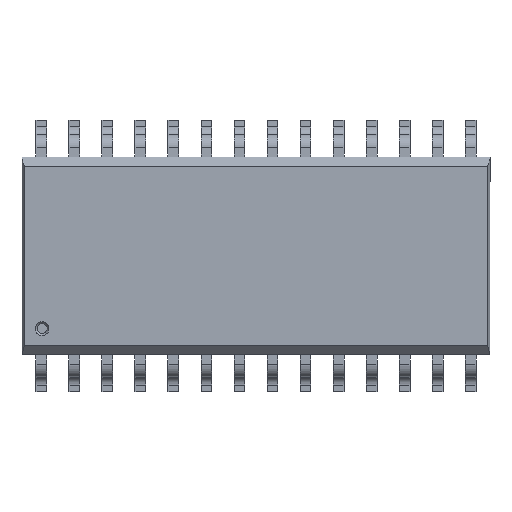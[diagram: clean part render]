
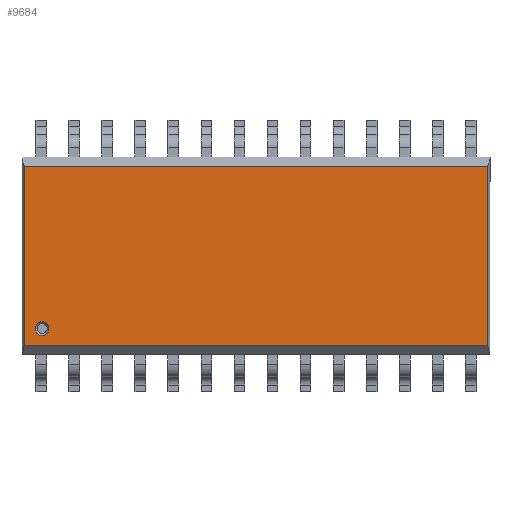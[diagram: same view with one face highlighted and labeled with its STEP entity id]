
A CAD part, top view. The second image highlights one B-rep face of the part: STEP entity #9684.
In plain terms, the highlighted planar face has unit normal (0, 0, 1).
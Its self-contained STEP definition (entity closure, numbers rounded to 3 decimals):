
#2763 = CARTESIAN_POINT ( 'NONE',  ( 8.905, -3.446, 2.5 ) ) ;
#2764 = CARTESIAN_POINT ( 'NONE',  ( 8.905, 3.446, 2.5 ) ) ;
#2765 = DIRECTION ( 'NONE',  ( 0., -1., 0. ) ) ;
#2766 = VECTOR ( 'NONE', #2765, 1000. ) ;
#2767 = CARTESIAN_POINT ( 'NONE',  ( 8.905, 5.225, 2.5 ) ) ;
#2768 = LINE ( 'NONE', #2767, #2766 ) ;
#2769 = DIRECTION ( 'NONE',  ( 1., 0., 0. ) ) ;
#2770 = DIRECTION ( 'NONE',  ( 0., 0., 1. ) ) ;
#2771 = CARTESIAN_POINT ( 'NONE',  ( -8.228, -2.796, 2.5 ) ) ;
#2772 = AXIS2_PLACEMENT_3D ( 'NONE', #2771, #2770, #2769 ) ;
#2777 = CIRCLE ( 'NONE', #2772, 0.264 ) ;
#2855 = DIRECTION ( 'NONE',  ( -1., 0., 0. ) ) ;
#2856 = VECTOR ( 'NONE', #2855, 1000. ) ;
#2857 = CARTESIAN_POINT ( 'NONE',  ( 9., -3.446, 2.5 ) ) ;
#2858 = LINE ( 'NONE', #2857, #2856 ) ;
#2864 = CARTESIAN_POINT ( 'NONE',  ( -8.905, -3.446, 2.5 ) ) ;
#2865 = DIRECTION ( 'NONE',  ( 0., -1., 0. ) ) ;
#2866 = VECTOR ( 'NONE', #2865, 1000. ) ;
#2867 = CARTESIAN_POINT ( 'NONE',  ( -8.905, 5.225, 2.5 ) ) ;
#2868 = LINE ( 'NONE', #2867, #2866 ) ;
#2869 = CARTESIAN_POINT ( 'NONE',  ( -8.905, 3.446, 2.5 ) ) ;
#2976 = FACE_OUTER_BOUND ( 'NONE', #9557, .T. ) ;
#2977 = FACE_BOUND ( 'NONE', #9547, .T. ) ;
#3012 = DIRECTION ( 'NONE',  ( -1., 0., 0. ) ) ;
#3013 = DIRECTION ( 'NONE',  ( 0., 0., -1. ) ) ;
#3014 = CARTESIAN_POINT ( 'NONE',  ( 9., -3.8, 2.5 ) ) ;
#3015 = AXIS2_PLACEMENT_3D ( 'NONE', #3014, #3013, #3012 ) ;
#3016 = PLANE ( 'NONE',  #3015 ) ;
#3060 = DIRECTION ( 'NONE',  ( -1., 0., 0. ) ) ;
#3061 = VECTOR ( 'NONE', #3060, 1000. ) ;
#3062 = CARTESIAN_POINT ( 'NONE',  ( 9., 3.446, 2.5 ) ) ;
#3063 = LINE ( 'NONE', #3062, #3061 ) ;
#4497 = VERTEX_POINT ( 'NONE', #9027 ) ;
#4499 = EDGE_CURVE ( 'NONE', #4497, #4500, #9026, .T. ) ;
#4500 = VERTEX_POINT ( 'NONE', #9021 ) ;
#9021 = CARTESIAN_POINT ( 'NONE',  ( -7.964, -2.796, 2.5 ) ) ;
#9022 = DIRECTION ( 'NONE',  ( 1., 0., 0. ) ) ;
#9023 = DIRECTION ( 'NONE',  ( 0., 0., 1. ) ) ;
#9024 = CARTESIAN_POINT ( 'NONE',  ( -8.228, -2.796, 2.5 ) ) ;
#9025 = AXIS2_PLACEMENT_3D ( 'NONE', #9024, #9023, #9022 ) ;
#9026 = CIRCLE ( 'NONE', #9025, 0.264 ) ;
#9027 = CARTESIAN_POINT ( 'NONE',  ( -8.492, -2.796, 2.5 ) ) ;
#9547 = EDGE_LOOP ( 'NONE', ( #9549, #9553 ) ) ;
#9549 = ORIENTED_EDGE ( 'NONE', *, *, #9551, .F. ) ;
#9551 = EDGE_CURVE ( 'NONE', #4500, #4497, #2777, .T. ) ;
#9553 = ORIENTED_EDGE ( 'NONE', *, *, #4499, .F. ) ;
#9557 = EDGE_LOOP ( 'NONE', ( #9560, #9756, #9623, #9631 ) ) ;
#9560 = ORIENTED_EDGE ( 'NONE', *, *, #9562, .F. ) ;
#9562 = EDGE_CURVE ( 'NONE', #9565, #9567, #2768, .T. ) ;
#9565 = VERTEX_POINT ( 'NONE', #2764 ) ;
#9567 = VERTEX_POINT ( 'NONE', #2763 ) ;
#9621 = VERTEX_POINT ( 'NONE', #2869 ) ;
#9623 = ORIENTED_EDGE ( 'NONE', *, *, #9626, .T. ) ;
#9626 = EDGE_CURVE ( 'NONE', #9621, #9628, #2868, .T. ) ;
#9628 = VERTEX_POINT ( 'NONE', #2864 ) ;
#9631 = ORIENTED_EDGE ( 'NONE', *, *, #9633, .F. ) ;
#9633 = EDGE_CURVE ( 'NONE', #9567, #9628, #2858, .T. ) ;
#9684 = ADVANCED_FACE ( 'NONE', ( #2977, #2976 ), #3016, .F. ) ;
#9756 = ORIENTED_EDGE ( 'NONE', *, *, #9758, .T. ) ;
#9758 = EDGE_CURVE ( 'NONE', #9565, #9621, #3063, .T. ) ;
